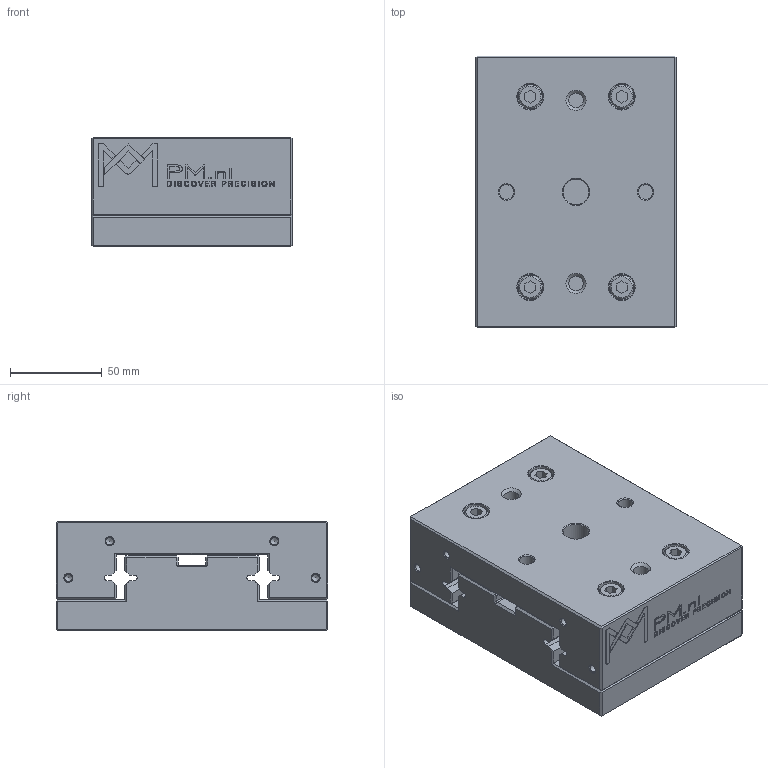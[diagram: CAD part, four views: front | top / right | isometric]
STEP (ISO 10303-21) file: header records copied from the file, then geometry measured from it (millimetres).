
FILE_DESCRIPTION(/* description */ (''),/* implementation_level */ '2;1');
FILE_NAME(/* name */ 'RTA-9100_stp.stp',/* time_stamp */ '2024-09-19T11:32:56+02:00',/* author */ (''),/* organization */ (''),/* preprocessor_version */ 'ST-DEVELOPER v16.7',/* originating_system */ 'SIEMENS PLM Software NX 12.0',/* authorisation */ '');
FILE_SCHEMA (('AUTOMOTIVE_DESIGN { 1 0 10303 214 3 1 1 1 }'));
Length unit declared in the file: millimetre
Products named in the file (1): RTA-9100_stp
Bounding box: 110 x 148.4 x 60 mm (x, y, z)
Volume: 910225.9 mm3; surface area: 120581.8 mm2
Topology: 2 solids, 2 shells, 902 faces, 2275 edges, 1477 vertices
Faces by surface type: plane 626, bspline 180, cone 53, cylinder 43
Full cylindrical faces by diameter (mm): 4 x8, 8 x4, 9 x4, 13 x8, 14 x13
Entity records: 31130 total; most frequent: CARTESIAN_POINT 7029, ORIENTED_EDGE 4346, DIRECTION 3392, EDGE_CURVE 2173, LINE 1680, VECTOR 1680, VERTEX_POINT 1469, EDGE_LOOP 1102
